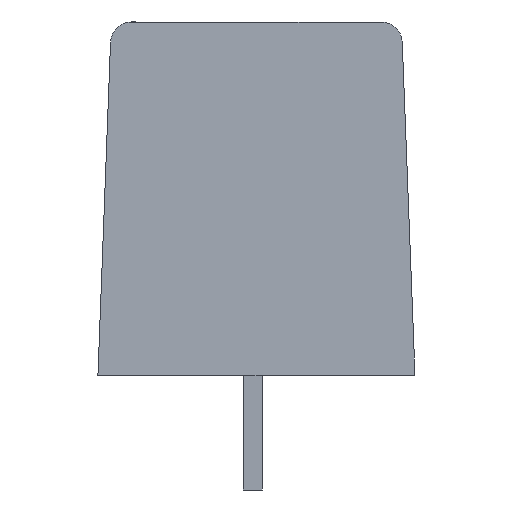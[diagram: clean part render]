
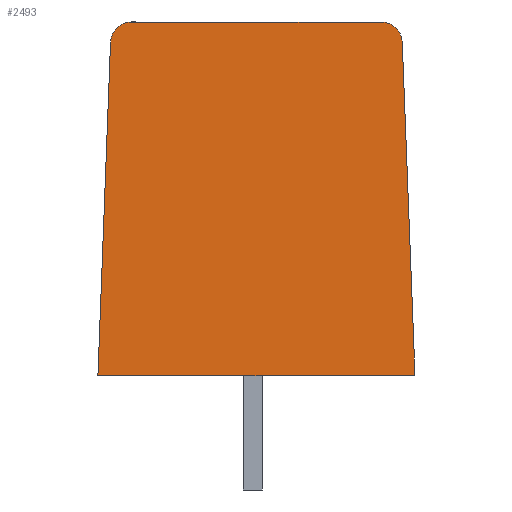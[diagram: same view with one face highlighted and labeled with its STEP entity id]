
A CAD part, front view. The second image highlights one B-rep face of the part: STEP entity #2493.
In plain terms, the highlighted planar face has unit normal (0, -1, 0.026).
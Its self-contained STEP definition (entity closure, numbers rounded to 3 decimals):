
#46 = LINE ( 'NONE', #5400, #5486 ) ;
#298 = VECTOR ( 'NONE', #1593, 1000. ) ;
#308 =( BOUNDED_CURVE ( )  B_SPLINE_CURVE ( 3, ( #5269, #5810, #4775, #2886 ),
 .UNSPECIFIED., .F., .T. ) 
 B_SPLINE_CURVE_WITH_KNOTS ( ( 4, 4 ),
 ( 1.609, 3.139 ),
 .UNSPECIFIED. ) 
 CURVE ( )  GEOMETRIC_REPRESENTATION_ITEM ( )  RATIONAL_B_SPLINE_CURVE ( ( 1., 0.814, 0.814, 1. ) ) 
 REPRESENTATION_ITEM ( '' )  );
#481 = VERTEX_POINT ( 'NONE', #5870 ) ;
#517 = CARTESIAN_POINT ( 'NONE',  ( -5.938, -7.992, 14.45 ) ) ;
#551 = LINE ( 'NONE', #4036, #1390 ) ;
#570 = EDGE_CURVE ( 'NONE', #4632, #481, #5938, .T. ) ;
#643 = EDGE_CURVE ( 'NONE', #5398, #1044, #551, .T. ) ;
#694 = EDGE_CURVE ( 'NONE', #481, #5398, #3308, .T. ) ;
#753 = ORIENTED_EDGE ( 'NONE', *, *, #2515, .T. ) ;
#1044 = VERTEX_POINT ( 'NONE', #2290 ) ;
#1058 = PLANE ( 'NONE',  #4642 ) ;
#1101 = ORIENTED_EDGE ( 'NONE', *, *, #643, .T. ) ;
#1129 = DIRECTION ( 'NONE',  ( -0.038, 0.026, 0.999 ) ) ;
#1390 = VECTOR ( 'NONE', #5522, 1000. ) ;
#1477 = CARTESIAN_POINT ( 'NONE',  ( 6.255, -8.005, 13.95 ) ) ;
#1494 = ORIENTED_EDGE ( 'NONE', *, *, #694, .T. ) ;
#1499 = CARTESIAN_POINT ( 'NONE',  ( -5.076, -7.982, 14.8 ) ) ;
#1518 = EDGE_CURVE ( 'NONE', #3330, #4632, #308, .T. ) ;
#1553 = DIRECTION ( 'NONE',  ( 0., -1., 0.026 ) ) ;
#1593 = DIRECTION ( 'NONE',  ( 1., 0., 0. ) ) ;
#1827 = CARTESIAN_POINT ( 'NONE',  ( -5.957, -8.005, 13.95 ) ) ;
#2037 = DIRECTION ( 'NONE',  ( 0., -0.026, -1. ) ) ;
#2290 = CARTESIAN_POINT ( 'NONE',  ( -6.484, -8.37, 0. ) ) ;
#2458 = CARTESIAN_POINT ( 'NONE',  ( 6.75, -8.344, 0.996 ) ) ;
#2463 = CARTESIAN_POINT ( 'NONE',  ( 5.374, -7.982, 14.8 ) ) ;
#2493 = ADVANCED_FACE ( 'NONE', ( #4994 ), #1058, .T. ) ;
#2499 = CARTESIAN_POINT ( 'NONE',  ( -5.957, -8.005, 13.95 ) ) ;
#2515 = EDGE_CURVE ( 'NONE', #1044, #5716, #6089, .T. ) ;
#2886 = CARTESIAN_POINT ( 'NONE',  ( 5.374, -7.982, 14.8 ) ) ;
#2976 = CARTESIAN_POINT ( 'NONE',  ( -5.577, -7.982, 14.799 ) ) ;
#2977 = ORIENTED_EDGE ( 'NONE', *, *, #4640, .T. ) ;
#3308 =( BOUNDED_CURVE ( )  B_SPLINE_CURVE ( 3, ( #1499, #2976, #517, #2499 ),
 .UNSPECIFIED., .F., .F. ) 
 B_SPLINE_CURVE_WITH_KNOTS ( ( 4, 4 ),
 ( 3.145, 4.675 ),
 .UNSPECIFIED. ) 
 CURVE ( )  GEOMETRIC_REPRESENTATION_ITEM ( )  RATIONAL_B_SPLINE_CURVE ( ( 1., 0.814, 0.814, 1. ) ) 
 REPRESENTATION_ITEM ( '' )  );
#3330 = VERTEX_POINT ( 'NONE', #1477 ) ;
#3549 = CARTESIAN_POINT ( 'NONE',  ( 6.75, -8.37, 0. ) ) ;
#3629 = ORIENTED_EDGE ( 'NONE', *, *, #570, .T. ) ;
#3935 = EDGE_LOOP ( 'NONE', ( #1101, #753, #3944, #2977, #4378, #3629, #1494 ) ) ;
#3944 = ORIENTED_EDGE ( 'NONE', *, *, #4983, .T. ) ;
#4026 = CARTESIAN_POINT ( 'NONE',  ( 6.75, -8.37, 0. ) ) ;
#4036 = CARTESIAN_POINT ( 'NONE',  ( -5.957, -8.005, 13.95 ) ) ;
#4135 = LINE ( 'NONE', #5163, #5380 ) ;
#4378 = ORIENTED_EDGE ( 'NONE', *, *, #1518, .T. ) ;
#4632 = VERTEX_POINT ( 'NONE', #2463 ) ;
#4640 = EDGE_CURVE ( 'NONE', #4894, #3330, #4135, .T. ) ;
#4642 = AXIS2_PLACEMENT_3D ( 'NONE', #4026, #1553, #2037 ) ;
#4775 = CARTESIAN_POINT ( 'NONE',  ( 5.875, -7.982, 14.799 ) ) ;
#4866 = CARTESIAN_POINT ( 'NONE',  ( 6.75, -8.37, 0. ) ) ;
#4884 = DIRECTION ( 'NONE',  ( 0., 0.026, 1. ) ) ;
#4894 = VERTEX_POINT ( 'NONE', #2458 ) ;
#4936 = CARTESIAN_POINT ( 'NONE',  ( 6.75, -7.982, 14.8 ) ) ;
#4983 = EDGE_CURVE ( 'NONE', #5716, #4894, #46, .T. ) ;
#4994 = FACE_OUTER_BOUND ( 'NONE', #3935, .T. ) ;
#5163 = CARTESIAN_POINT ( 'NONE',  ( 6.75, -8.344, 0.996 ) ) ;
#5269 = CARTESIAN_POINT ( 'NONE',  ( 6.255, -8.005, 13.95 ) ) ;
#5380 = VECTOR ( 'NONE', #1129, 1000. ) ;
#5398 = VERTEX_POINT ( 'NONE', #1827 ) ;
#5400 = CARTESIAN_POINT ( 'NONE',  ( 6.75, -8.37, 0. ) ) ;
#5486 = VECTOR ( 'NONE', #4884, 1000. ) ;
#5492 = DIRECTION ( 'NONE',  ( -1., 0., 0. ) ) ;
#5522 = DIRECTION ( 'NONE',  ( -0.038, -0.026, -0.999 ) ) ;
#5716 = VERTEX_POINT ( 'NONE', #4866 ) ;
#5810 = CARTESIAN_POINT ( 'NONE',  ( 6.236, -7.992, 14.451 ) ) ;
#5870 = CARTESIAN_POINT ( 'NONE',  ( -5.076, -7.982, 14.8 ) ) ;
#5938 = LINE ( 'NONE', #4936, #6304 ) ;
#6089 = LINE ( 'NONE', #3549, #298 ) ;
#6304 = VECTOR ( 'NONE', #5492, 1000. ) ;
